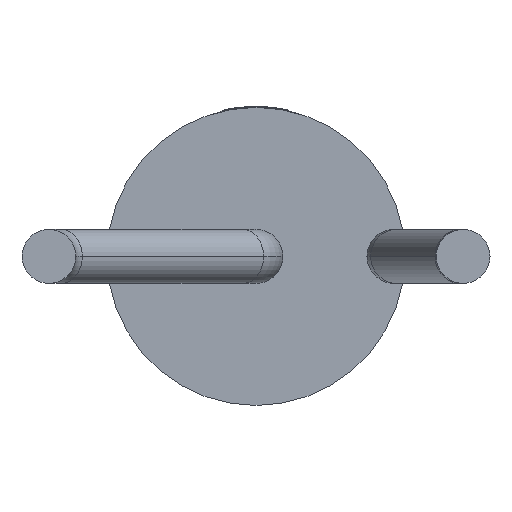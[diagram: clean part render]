
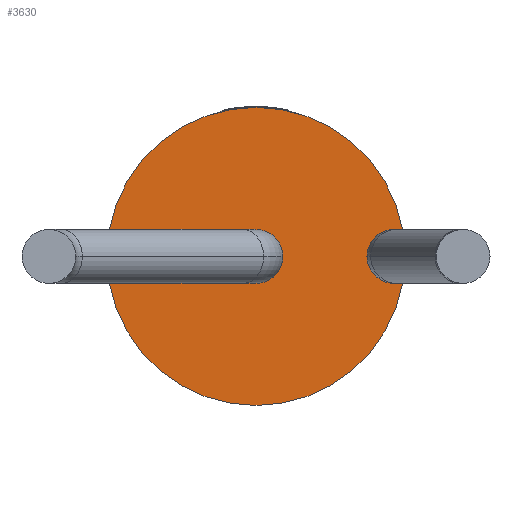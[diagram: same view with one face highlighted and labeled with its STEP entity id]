
A CAD part, front view. The second image highlights one B-rep face of the part: STEP entity #3630.
In plain terms, the highlighted planar face has unit normal (0, -1, 0).
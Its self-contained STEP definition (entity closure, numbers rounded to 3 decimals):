
#126 = PLANE ( 'NONE',  #835 ) ;
#232 = EDGE_CURVE ( 'NONE', #3110, #3089, #3100, .T. ) ;
#369 = DIRECTION ( 'NONE',  ( 0., -1., 0. ) ) ;
#410 = AXIS2_PLACEMENT_3D ( 'NONE', #2559, #1627, #2235 ) ;
#414 = DIRECTION ( 'NONE',  ( 0., 0., 1. ) ) ;
#553 = ORIENTED_EDGE ( 'NONE', *, *, #3897, .F. ) ;
#664 = CIRCLE ( 'NONE', #410, 1.8 ) ;
#835 = AXIS2_PLACEMENT_3D ( 'NONE', #2286, #2266, #414 ) ;
#1250 = VERTEX_POINT ( 'NONE', #1767 ) ;
#1360 = CARTESIAN_POINT ( 'NONE',  ( 0., 0., -0.325 ) ) ;
#1378 = EDGE_LOOP ( 'NONE', ( #3158, #553 ) ) ;
#1404 = AXIS2_PLACEMENT_3D ( 'NONE', #3144, #369, #2845 ) ;
#1534 = CIRCLE ( 'NONE', #2032, 0.325 ) ;
#1627 = DIRECTION ( 'NONE',  ( 0., 1., 0. ) ) ;
#1767 = CARTESIAN_POINT ( 'NONE',  ( 0., 0., -1.8 ) ) ;
#1920 = ORIENTED_EDGE ( 'NONE', *, *, #3684, .F. ) ;
#2032 = AXIS2_PLACEMENT_3D ( 'NONE', #2875, #3473, #3783 ) ;
#2043 = DIRECTION ( 'NONE',  ( 0., 1., 0. ) ) ;
#2126 = CARTESIAN_POINT ( 'NONE',  ( 0., 0., 1.8 ) ) ;
#2164 = ORIENTED_EDGE ( 'NONE', *, *, #2997, .F. ) ;
#2235 = DIRECTION ( 'NONE',  ( 0., 0., 1. ) ) ;
#2266 = DIRECTION ( 'NONE',  ( 0., 1., 0. ) ) ;
#2286 = CARTESIAN_POINT ( 'NONE',  ( 0., 0., 0. ) ) ;
#2338 = CARTESIAN_POINT ( 'NONE',  ( 0., 0., 0. ) ) ;
#2501 = CIRCLE ( 'NONE', #3876, 1.8 ) ;
#2559 = CARTESIAN_POINT ( 'NONE',  ( 0., 0., 0. ) ) ;
#2654 = FACE_BOUND ( 'NONE', #1378, .T. ) ;
#2665 = DIRECTION ( 'NONE',  ( 0., 0., 1. ) ) ;
#2845 = DIRECTION ( 'NONE',  ( 0., 0., -1. ) ) ;
#2875 = CARTESIAN_POINT ( 'NONE',  ( 0., 0., 0. ) ) ;
#2966 = CARTESIAN_POINT ( 'NONE',  ( 0., 0., 0.325 ) ) ;
#2989 = EDGE_LOOP ( 'NONE', ( #1920, #2164 ) ) ;
#2997 = EDGE_CURVE ( 'NONE', #3857, #1250, #664, .T. ) ;
#3089 = VERTEX_POINT ( 'NONE', #1360 ) ;
#3100 = CIRCLE ( 'NONE', #1404, 0.325 ) ;
#3110 = VERTEX_POINT ( 'NONE', #2966 ) ;
#3144 = CARTESIAN_POINT ( 'NONE',  ( 0., 0., 0. ) ) ;
#3147 = FACE_OUTER_BOUND ( 'NONE', #2989, .T. ) ;
#3158 = ORIENTED_EDGE ( 'NONE', *, *, #232, .F. ) ;
#3473 = DIRECTION ( 'NONE',  ( 0., -1., 0. ) ) ;
#3630 = ADVANCED_FACE ( 'NONE', ( #3147, #2654 ), #126, .F. ) ;
#3684 = EDGE_CURVE ( 'NONE', #1250, #3857, #2501, .T. ) ;
#3783 = DIRECTION ( 'NONE',  ( 0., 0., -1. ) ) ;
#3857 = VERTEX_POINT ( 'NONE', #2126 ) ;
#3876 = AXIS2_PLACEMENT_3D ( 'NONE', #2338, #2043, #2665 ) ;
#3897 = EDGE_CURVE ( 'NONE', #3089, #3110, #1534, .T. ) ;
